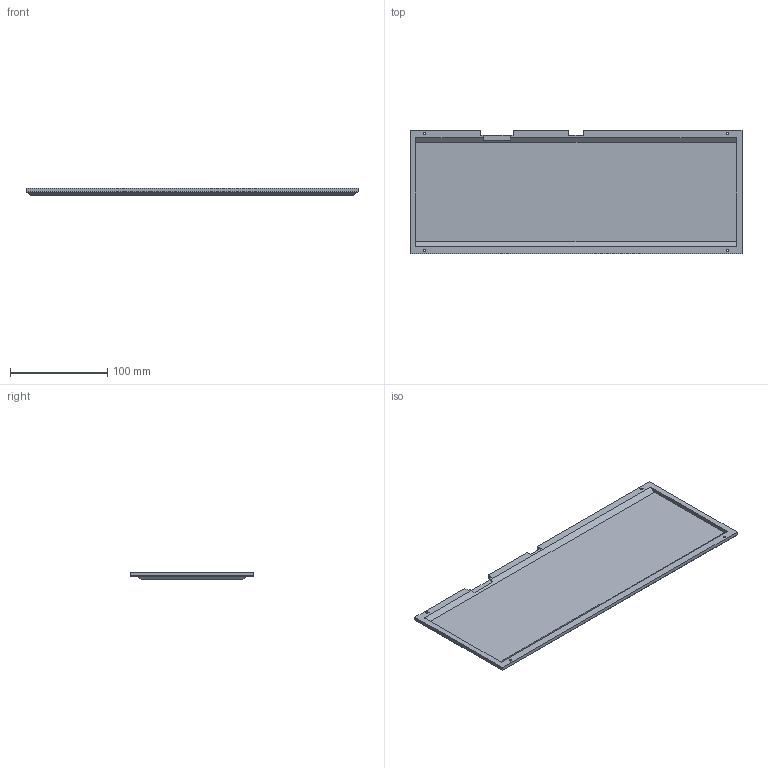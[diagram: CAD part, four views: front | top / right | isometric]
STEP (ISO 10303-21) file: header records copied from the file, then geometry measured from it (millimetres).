
FILE_DESCRIPTION(('HOOPS Exchange Step'),'2;1');
FILE_NAME('temp_export','2023-11-21T10:35:48+08:00',('zeder'),('Shapr3D Limited'),'HOOPS Exchange 2023.2','Shapr3D','Authorized');
FILE_SCHEMA( ('AUTOMOTIVE_DESIGN { 1 0 10303 214 1 1 1 1 }') );
Length unit declared in the file: millimetre
Products named in the file (1): root
Bounding box: 341.95 x 127.27 x 8 mm (x, y, z)
Volume: 177611.7 mm3; surface area: 93876.2 mm2
Topology: 1 solids, 1 shells, 136 faces, 365 edges, 246 vertices
Faces by surface type: plane 122, cylinder 10, cone 4
Full cylindrical faces by diameter (mm): 2.2 x4, 4 x4
Entity records: 4257 total; most frequent: CARTESIAN_POINT 748, ORIENTED_EDGE 730, DIRECTION 683, EDGE_CURVE 365, VECTOR 321, LINE 321, VERTEX_POINT 246, AXIS2_PLACEMENT_3D 181
